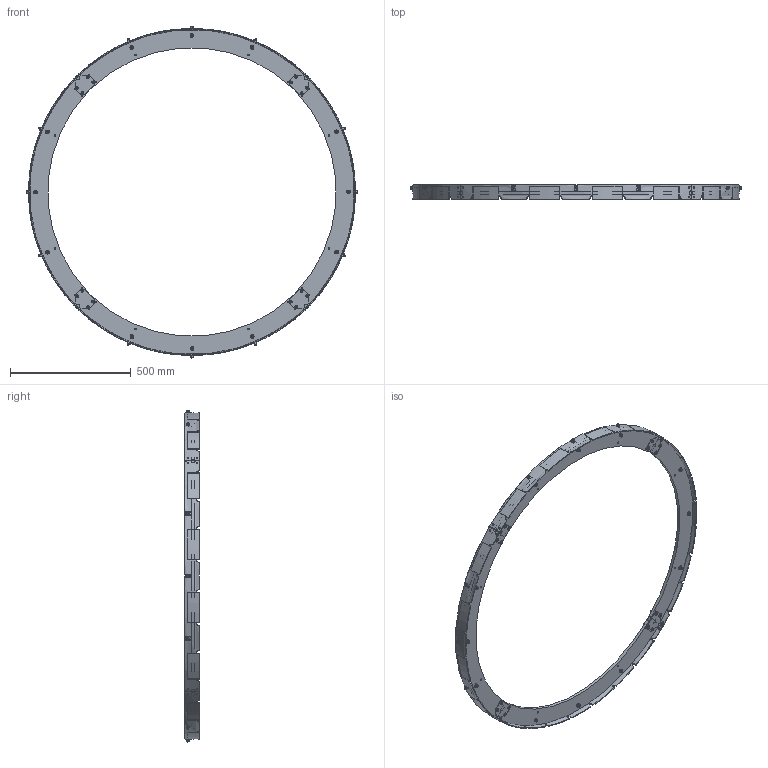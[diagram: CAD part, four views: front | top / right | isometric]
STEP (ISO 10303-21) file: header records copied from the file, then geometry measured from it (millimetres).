
FILE_DESCRIPTION (( 'STEP AP214' ), '1' );
FILE_NAME ('am-4672 Upper Hub Vision Ring.STEP', '2022-01-05T19:36:45', ( '' ), ( '' ), 'SwSTEP 2.0', 'SolidWorks 2021', '' );
FILE_SCHEMA (( 'AUTOMOTIVE_DESIGN' ));
Length unit declared in the file: inch
Products named in the file (15): ip-4671_uhlr GE-22415 Upper Hub Large Rib; am-4676 GE-22422 Upper Hub Vision Angle; nylock_.25_20; GE-22421; am-1614 nylon spacer; am-1615 nylon spacer; am-1616 HHCS 1-4-20 x 2250_91236A551; am-4672 Upper Hub Vision Ring; visionTapeforRing_exoV4; hex_.25_20_0.625; GE-22416 Vision Ring Only; ip-4672_vrjp Vision Ring Joint Plate; washer_flat_.25_98023A029; GE-22420_Alt; am-1603 14-20 x 0625 HHS_hex_.25_20_1
Assembly tree (73 placements, depth 3):
  am-4672 Upper Hub Vision Ring
    GE-22416 Vision Ring Only  x4
      ip-4671_uhlr GE-22415 Upper Hub Large Rib
      am-1603 14-20 x 0625 HHS_hex_.25_20_1
      nylock_.25_20
      ip-4672_vrjp Vision Ring Joint Plate
      am-1614 nylon spacer
      am-1615 nylon spacer
      am-1616 HHCS 1-4-20 x 2250_91236A551
    nylock_.25_20  x12
    am-1603 14-20 x 0625 HHS_hex_.25_20_1  x12
    washer_flat_.25_98023A029  x12
    GE-22420_Alt  x4
      GE-22421
      visionTapeforRing_exoV4
      am-4676 GE-22422 Upper Hub Vision Angle
      hex_.25_20_0.625
      nylock_.25_20
Bounding box: 1377.04 x 61.52 x 1377.04 mm (x, y, z)
Volume: 4883318.5 mm3; surface area: 1661630.6 mm2
Topology: 196 solids, 196 shells, 3304 faces, 7588 edges, 4928 vertices
Faces by surface type: plane 1740, cylinder 880, cone 400, bspline 152, torus 132
Full cylindrical faces by diameter (mm): 5.232 x44, 6.35 x144, 6.706 x40, 6.731 x8, 6.756 x36, 6.843 x44, 7.137 x12, 9.525 x8, 15.875 x12
Entity records: 13386 total; most frequent: CARTESIAN_POINT 6362, DIRECTION 1254, ORIENTED_EDGE 1218, EDGE_CURVE 609, AXIS2_PLACEMENT_3D 509, VERTEX_POINT 421, EDGE_LOOP 370, FACE_OUTER_BOUND 298
